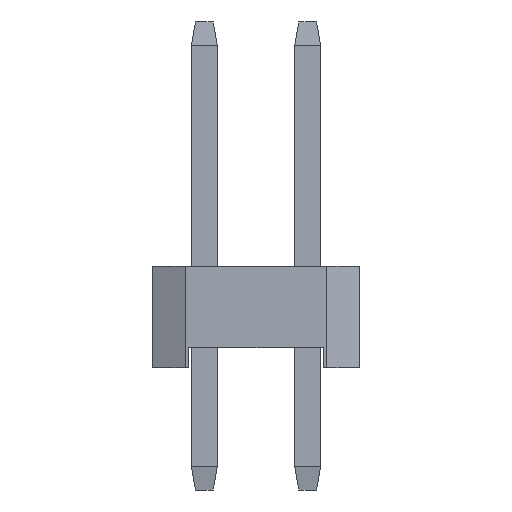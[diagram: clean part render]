
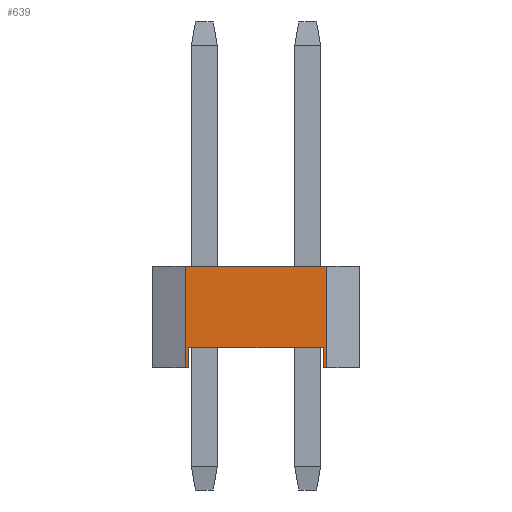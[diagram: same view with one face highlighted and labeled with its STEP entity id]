
A CAD part, left-side view. The second image highlights one B-rep face of the part: STEP entity #639.
In plain terms, the highlighted planar face has unit normal (-1, 0, 0).
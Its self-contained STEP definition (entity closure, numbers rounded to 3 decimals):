
#306 = DIRECTION ( 'NONE',  ( 0., 0., 1. ) ) ;
#367 = EDGE_CURVE ( 'NONE', #5168, #674, #1172, .T. ) ;
#377 = EDGE_CURVE ( 'NONE', #674, #11787, #14029, .T. ) ;
#457 = CARTESIAN_POINT ( 'NONE',  ( -8.89, -2.54, 0. ) ) ;
#516 = CARTESIAN_POINT ( 'NONE',  ( -8.89, 1.65, 0. ) ) ;
#560 = DIRECTION ( 'NONE',  ( 0., -1., 0. ) ) ;
#588 = LINE ( 'NONE', #516, #12936 ) ;
#611 = EDGE_CURVE ( 'NONE', #10890, #5043, #588, .T. ) ;
#639 = ADVANCED_FACE ( 'NONE', ( #7275 ), #10395, .F. ) ;
#664 = DIRECTION ( 'NONE',  ( 1., 0., 0. ) ) ;
#674 = VERTEX_POINT ( 'NONE', #9402 ) ;
#676 = ORIENTED_EDGE ( 'NONE', *, *, #12063, .F. ) ;
#734 = DIRECTION ( 'NONE',  ( 0., 0., -1. ) ) ;
#747 = ORIENTED_EDGE ( 'NONE', *, *, #862, .F. ) ;
#862 = EDGE_CURVE ( 'NONE', #10197, #10890, #10041, .T. ) ;
#914 = LINE ( 'NONE', #5243, #11117 ) ;
#965 = CARTESIAN_POINT ( 'NONE',  ( -8.89, -1.74, -6. ) ) ;
#1172 = LINE ( 'NONE', #8705, #4078 ) ;
#1360 = AXIS2_PLACEMENT_3D ( 'NONE', #10537, #664, #5132 ) ;
#1585 = DIRECTION ( 'NONE',  ( 0., -1., 0. ) ) ;
#1610 = ORIENTED_EDGE ( 'NONE', *, *, #377, .T. ) ;
#2574 = CARTESIAN_POINT ( 'NONE',  ( -8.89, -1.65, 0. ) ) ;
#2692 = CARTESIAN_POINT ( 'NONE',  ( -8.89, -2.54, 2.5 ) ) ;
#3446 = CARTESIAN_POINT ( 'NONE',  ( -8.89, 1.74, 0. ) ) ;
#3717 = CARTESIAN_POINT ( 'NONE',  ( -8.89, 1.65, 0.5 ) ) ;
#3999 = CARTESIAN_POINT ( 'NONE',  ( -8.89, 1.74, 2.5 ) ) ;
#4078 = VECTOR ( 'NONE', #4154, 1000. ) ;
#4154 = DIRECTION ( 'NONE',  ( 0., -1., 0. ) ) ;
#4280 = VECTOR ( 'NONE', #560, 1000. ) ;
#4442 = EDGE_CURVE ( 'NONE', #13321, #6596, #914, .T. ) ;
#4565 = CARTESIAN_POINT ( 'NONE',  ( -8.89, 1.65, 0.5 ) ) ;
#5043 = VERTEX_POINT ( 'NONE', #6630 ) ;
#5132 = DIRECTION ( 'NONE',  ( 0., 0., -1. ) ) ;
#5168 = VERTEX_POINT ( 'NONE', #7255 ) ;
#5243 = CARTESIAN_POINT ( 'NONE',  ( -8.89, 1.74, 2.5 ) ) ;
#6379 = EDGE_CURVE ( 'NONE', #6596, #5043, #10187, .T. ) ;
#6596 = VERTEX_POINT ( 'NONE', #3446 ) ;
#6630 = CARTESIAN_POINT ( 'NONE',  ( -8.89, 1.65, 0. ) ) ;
#6765 = DIRECTION ( 'NONE',  ( 0., 1., 0. ) ) ;
#6915 = VECTOR ( 'NONE', #1585, 1000. ) ;
#7031 = CARTESIAN_POINT ( 'NONE',  ( -8.89, -1.65, 0.5 ) ) ;
#7255 = CARTESIAN_POINT ( 'NONE',  ( -8.89, -1.65, 0. ) ) ;
#7275 = FACE_OUTER_BOUND ( 'NONE', #9363, .T. ) ;
#8705 = CARTESIAN_POINT ( 'NONE',  ( -8.89, -2.54, 0. ) ) ;
#8917 = LINE ( 'NONE', #2574, #12724 ) ;
#9363 = EDGE_LOOP ( 'NONE', ( #13434, #10925, #747, #676, #12912, #1610, #12188, #10371 ) ) ;
#9402 = CARTESIAN_POINT ( 'NONE',  ( -8.89, -1.74, 0. ) ) ;
#9569 = DIRECTION ( 'NONE',  ( 0., 0., 1. ) ) ;
#9985 = VECTOR ( 'NONE', #6765, 1000. ) ;
#10041 = LINE ( 'NONE', #4565, #9985 ) ;
#10182 = EDGE_CURVE ( 'NONE', #13321, #11787, #10508, .T. ) ;
#10187 = LINE ( 'NONE', #457, #6915 ) ;
#10197 = VERTEX_POINT ( 'NONE', #7031 ) ;
#10371 = ORIENTED_EDGE ( 'NONE', *, *, #4442, .T. ) ;
#10395 = PLANE ( 'NONE',  #1360 ) ;
#10508 = LINE ( 'NONE', #2692, #4280 ) ;
#10537 = CARTESIAN_POINT ( 'NONE',  ( -8.89, -2.54, 2.5 ) ) ;
#10890 = VERTEX_POINT ( 'NONE', #3717 ) ;
#10925 = ORIENTED_EDGE ( 'NONE', *, *, #611, .F. ) ;
#11117 = VECTOR ( 'NONE', #11853, 1000. ) ;
#11340 = VECTOR ( 'NONE', #9569, 1000. ) ;
#11787 = VERTEX_POINT ( 'NONE', #12822 ) ;
#11853 = DIRECTION ( 'NONE',  ( 0., 0., -1. ) ) ;
#12063 = EDGE_CURVE ( 'NONE', #5168, #10197, #8917, .T. ) ;
#12188 = ORIENTED_EDGE ( 'NONE', *, *, #10182, .F. ) ;
#12724 = VECTOR ( 'NONE', #306, 1000. ) ;
#12822 = CARTESIAN_POINT ( 'NONE',  ( -8.89, -1.74, 2.5 ) ) ;
#12912 = ORIENTED_EDGE ( 'NONE', *, *, #367, .T. ) ;
#12936 = VECTOR ( 'NONE', #734, 1000. ) ;
#13321 = VERTEX_POINT ( 'NONE', #3999 ) ;
#13434 = ORIENTED_EDGE ( 'NONE', *, *, #6379, .T. ) ;
#14029 = LINE ( 'NONE', #965, #11340 ) ;
